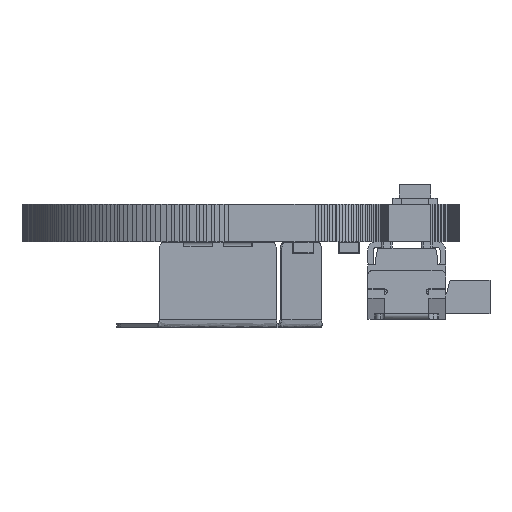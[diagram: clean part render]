
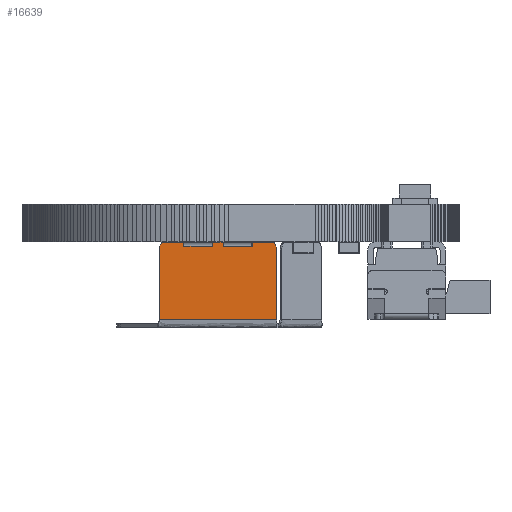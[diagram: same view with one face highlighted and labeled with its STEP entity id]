
A CAD part, left-side view. The second image highlights one B-rep face of the part: STEP entity #16639.
In plain terms, the highlighted face is planar.
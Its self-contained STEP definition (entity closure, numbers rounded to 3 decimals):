
#119=ELLIPSE('',#17664,0.36,0.184);
#121=ELLIPSE('',#17668,0.36,0.184);
#660=PLANE('',#17667);
#1402=FACE_OUTER_BOUND('',#2282,.T.);
#2282=EDGE_LOOP('',(#13382,#13383,#13384,#13385,#13386,#13387,#13388,#13389,
#13390,#13391,#13392,#13393,#13394,#13395,#13396,#13397,#13398,#13399,#13400,
#13401,#13402,#13403));
#3855=LINE('',#25233,#5893);
#3858=LINE('',#25239,#5896);
#3859=LINE('',#25241,#5897);
#3860=LINE('',#25243,#5898);
#3861=LINE('',#25245,#5899);
#3862=LINE('',#25247,#5900);
#3863=LINE('',#25249,#5901);
#3864=LINE('',#25251,#5902);
#3865=LINE('',#25253,#5903);
#3866=LINE('',#25255,#5904);
#3867=LINE('',#25257,#5905);
#3868=LINE('',#25259,#5906);
#3869=LINE('',#25261,#5907);
#3870=LINE('',#25263,#5908);
#3871=LINE('',#25265,#5909);
#3872=LINE('',#25267,#5910);
#3873=LINE('',#25269,#5911);
#3874=LINE('',#25271,#5912);
#3875=LINE('',#25275,#5913);
#3876=LINE('',#25276,#5914);
#5893=VECTOR('',#20507,0.259);
#5896=VECTOR('',#20512,6.129);
#5897=VECTOR('',#20513,12.);
#5898=VECTOR('',#20514,6.129);
#5899=VECTOR('',#20515,12.);
#5900=VECTOR('',#20516,6.129);
#5901=VECTOR('',#20517,12.);
#5902=VECTOR('',#20518,6.129);
#5903=VECTOR('',#20519,12.);
#5904=VECTOR('',#20520,6.129);
#5905=VECTOR('',#20521,12.);
#5906=VECTOR('',#20522,6.129);
#5907=VECTOR('',#20523,12.);
#5908=VECTOR('',#20524,6.129);
#5909=VECTOR('',#20525,12.);
#5910=VECTOR('',#20526,6.129);
#5911=VECTOR('',#20527,12.);
#5912=VECTOR('',#20528,6.129);
#5913=VECTOR('',#20531,12.);
#5914=VECTOR('',#20532,6.129);
#7838=VERTEX_POINT('',#25223);
#7839=VERTEX_POINT('',#25224);
#7842=VERTEX_POINT('',#25232);
#7844=VERTEX_POINT('',#25238);
#7845=VERTEX_POINT('',#25240);
#7846=VERTEX_POINT('',#25242);
#7847=VERTEX_POINT('',#25244);
#7848=VERTEX_POINT('',#25246);
#7849=VERTEX_POINT('',#25248);
#7850=VERTEX_POINT('',#25250);
#7851=VERTEX_POINT('',#25252);
#7852=VERTEX_POINT('',#25254);
#7853=VERTEX_POINT('',#25256);
#7854=VERTEX_POINT('',#25258);
#7855=VERTEX_POINT('',#25260);
#7856=VERTEX_POINT('',#25262);
#7857=VERTEX_POINT('',#25264);
#7858=VERTEX_POINT('',#25266);
#7859=VERTEX_POINT('',#25268);
#7860=VERTEX_POINT('',#25270);
#7861=VERTEX_POINT('',#25272);
#7862=VERTEX_POINT('',#25274);
#9794=EDGE_CURVE('',#7838,#7839,#119,.T.);
#9798=EDGE_CURVE('',#7842,#7839,#3855,.T.);
#9801=EDGE_CURVE('',#7838,#7844,#3858,.T.);
#9802=EDGE_CURVE('',#7844,#7845,#3859,.T.);
#9803=EDGE_CURVE('',#7845,#7846,#3860,.T.);
#9804=EDGE_CURVE('',#7846,#7847,#3861,.T.);
#9805=EDGE_CURVE('',#7847,#7848,#3862,.T.);
#9806=EDGE_CURVE('',#7848,#7849,#3863,.T.);
#9807=EDGE_CURVE('',#7849,#7850,#3864,.T.);
#9808=EDGE_CURVE('',#7850,#7851,#3865,.T.);
#9809=EDGE_CURVE('',#7851,#7852,#3866,.T.);
#9810=EDGE_CURVE('',#7852,#7853,#3867,.T.);
#9811=EDGE_CURVE('',#7853,#7854,#3868,.T.);
#9812=EDGE_CURVE('',#7854,#7855,#3869,.T.);
#9813=EDGE_CURVE('',#7855,#7856,#3870,.T.);
#9814=EDGE_CURVE('',#7856,#7857,#3871,.T.);
#9815=EDGE_CURVE('',#7857,#7858,#3872,.T.);
#9816=EDGE_CURVE('',#7858,#7859,#3873,.T.);
#9817=EDGE_CURVE('',#7859,#7860,#3874,.T.);
#9818=EDGE_CURVE('',#7861,#7860,#121,.T.);
#9819=EDGE_CURVE('',#7861,#7862,#3875,.T.);
#9820=EDGE_CURVE('',#7862,#7842,#3876,.T.);
#13382=ORIENTED_EDGE('',*,*,#9794,.F.);
#13383=ORIENTED_EDGE('',*,*,#9801,.T.);
#13384=ORIENTED_EDGE('',*,*,#9802,.T.);
#13385=ORIENTED_EDGE('',*,*,#9803,.T.);
#13386=ORIENTED_EDGE('',*,*,#9804,.T.);
#13387=ORIENTED_EDGE('',*,*,#9805,.T.);
#13388=ORIENTED_EDGE('',*,*,#9806,.T.);
#13389=ORIENTED_EDGE('',*,*,#9807,.T.);
#13390=ORIENTED_EDGE('',*,*,#9808,.T.);
#13391=ORIENTED_EDGE('',*,*,#9809,.T.);
#13392=ORIENTED_EDGE('',*,*,#9810,.T.);
#13393=ORIENTED_EDGE('',*,*,#9811,.T.);
#13394=ORIENTED_EDGE('',*,*,#9812,.T.);
#13395=ORIENTED_EDGE('',*,*,#9813,.T.);
#13396=ORIENTED_EDGE('',*,*,#9814,.T.);
#13397=ORIENTED_EDGE('',*,*,#9815,.T.);
#13398=ORIENTED_EDGE('',*,*,#9816,.T.);
#13399=ORIENTED_EDGE('',*,*,#9817,.T.);
#13400=ORIENTED_EDGE('',*,*,#9818,.F.);
#13401=ORIENTED_EDGE('',*,*,#9819,.T.);
#13402=ORIENTED_EDGE('',*,*,#9820,.T.);
#13403=ORIENTED_EDGE('',*,*,#9798,.T.);
#16639=ADVANCED_FACE('',(#1402),#660,.T.);
#17664=AXIS2_PLACEMENT_3D('',#25225,#20499,#20500);
#17667=AXIS2_PLACEMENT_3D('',#25237,#20510,#20511);
#17668=AXIS2_PLACEMENT_3D('',#25273,#20529,#20530);
#20499=DIRECTION('center_axis',(-1.,0.,0.));
#20500=DIRECTION('ref_axis',(0.,0.,
1.));
#20507=DIRECTION('',(0.,0.,-1.));
#20510=DIRECTION('center_axis',(1.,0.,0.));
#20511=DIRECTION('ref_axis',(0.,0.,
1.));
#20512=DIRECTION('',(0.,1.,0.));
#20513=DIRECTION('',(0.,0.,1.));
#20514=DIRECTION('',(0.,1.,0.));
#20515=DIRECTION('',(0.,0.,-1.));
#20516=DIRECTION('',(0.,1.,0.));
#20517=DIRECTION('',(0.,0.,1.));
#20518=DIRECTION('',(0.,1.,0.));
#20519=DIRECTION('',(0.,0.,-1.));
#20520=DIRECTION('',(0.,1.,0.));
#20521=DIRECTION('',(0.,0.,1.));
#20522=DIRECTION('',(0.,1.,0.));
#20523=DIRECTION('',(0.,0.,-1.));
#20524=DIRECTION('',(0.,1.,0.));
#20525=DIRECTION('',(0.,0.,1.));
#20526=DIRECTION('',(0.,1.,0.));
#20527=DIRECTION('',(0.,0.,-1.));
#20528=DIRECTION('',(0.,1.,0.));
#20529=DIRECTION('center_axis',(-1.,0.,0.));
#20530=DIRECTION('ref_axis',(0.,0.,
-1.));
#20531=DIRECTION('',(0.,0.,1.));
#20532=DIRECTION('',(0.,-1.,0.));
#25223=CARTESIAN_POINT('',(7.194,-2.458,0.03));
#25224=CARTESIAN_POINT('',(7.194,-2.642,0.39));
#25225=CARTESIAN_POINT('Origin',(7.194,-2.458,0.39));
#25232=CARTESIAN_POINT('',(7.194,-2.642,3.51));
#25233=CARTESIAN_POINT('',(7.194,-2.642,4.324));
#25237=CARTESIAN_POINT('Origin',(7.194,-0.002,
16.487));
#25238=CARTESIAN_POINT('',(7.194,-1.54,0.03));
#25239=CARTESIAN_POINT('',(7.194,2.634,0.03));
#25240=CARTESIAN_POINT('',(7.194,-1.54,0.222));
#25241=CARTESIAN_POINT('',(7.194,-1.54,1.104));
#25242=CARTESIAN_POINT('',(7.194,-1.534,0.222));
#25243=CARTESIAN_POINT('',(7.194,-0.76,0.222));
#25244=CARTESIAN_POINT('',(7.194,-1.534,0.21));
#25245=CARTESIAN_POINT('',(7.194,-1.534,1.008));
#25246=CARTESIAN_POINT('',(7.194,-0.243,0.21));
#25247=CARTESIAN_POINT('',(7.194,-0.114,0.21));
#25248=CARTESIAN_POINT('',(7.194,-0.243,0.222));
#25249=CARTESIAN_POINT('',(7.194,-0.243,1.104));
#25250=CARTESIAN_POINT('',(7.194,-0.237,0.222));
#25251=CARTESIAN_POINT('',(7.194,-0.111,0.222));
#25252=CARTESIAN_POINT('',(7.194,-0.237,0.03));
#25253=CARTESIAN_POINT('',(7.194,-0.237,1.008));
#25254=CARTESIAN_POINT('',(7.194,0.233,0.03));
#25255=CARTESIAN_POINT('',(7.194,2.634,0.03));
#25256=CARTESIAN_POINT('',(7.194,0.233,0.222));
#25257=CARTESIAN_POINT('',(7.194,0.233,1.008));
#25258=CARTESIAN_POINT('',(7.194,0.239,0.222));
#25259=CARTESIAN_POINT('',(7.194,0.124,0.222));
#25260=CARTESIAN_POINT('',(7.194,0.239,0.21));
#25261=CARTESIAN_POINT('',(7.194,0.239,1.104));
#25262=CARTESIAN_POINT('',(7.194,1.53,0.21));
#25263=CARTESIAN_POINT('',(7.194,0.127,0.21));
#25264=CARTESIAN_POINT('',(7.194,1.53,0.222));
#25265=CARTESIAN_POINT('',(7.194,1.53,1.008));
#25266=CARTESIAN_POINT('',(7.194,1.536,0.222));
#25267=CARTESIAN_POINT('',(7.194,0.773,0.222));
#25268=CARTESIAN_POINT('',(7.194,1.536,0.03));
#25269=CARTESIAN_POINT('',(7.194,1.536,1.104));
#25270=CARTESIAN_POINT('',(7.194,2.45,0.03));
#25271=CARTESIAN_POINT('',(7.194,2.634,0.03));
#25272=CARTESIAN_POINT('',(7.194,2.634,0.39));
#25273=CARTESIAN_POINT('Origin',(7.194,2.45,0.39));
#25274=CARTESIAN_POINT('',(7.194,2.634,3.51));
#25275=CARTESIAN_POINT('',(7.194,2.634,3.51));
#25276=CARTESIAN_POINT('',(7.194,0.026,3.51));
